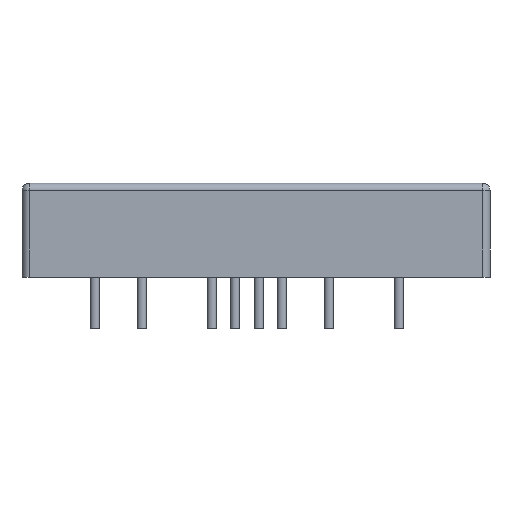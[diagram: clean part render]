
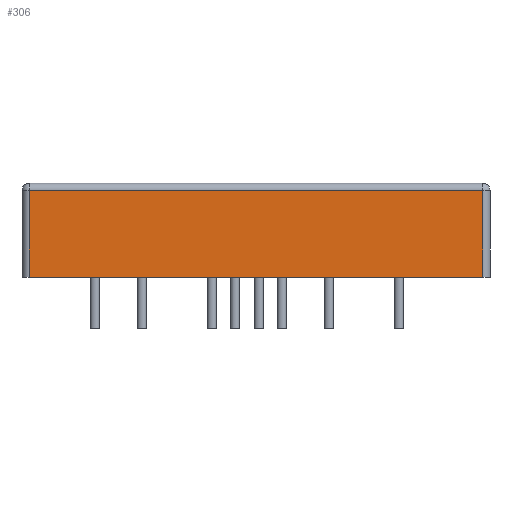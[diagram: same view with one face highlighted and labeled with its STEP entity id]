
A CAD part, left-side view. The second image highlights one B-rep face of the part: STEP entity #306.
In plain terms, the highlighted planar face has unit normal (-1, 0, 0).
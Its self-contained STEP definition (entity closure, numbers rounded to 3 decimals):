
#306 = ADVANCED_FACE( '', ( #884 ), #885, .F. );
#884 = FACE_OUTER_BOUND( '', #1730, .T. );
#885 = PLANE( '', #1731 );
#1730 = EDGE_LOOP( '', ( #2820, #2821, #2822, #2823 ) );
#1731 = AXIS2_PLACEMENT_3D( '', #2824, #2825, #2826 );
#2820 = ORIENTED_EDGE( '', *, *, #5792, .T. );
#2821 = ORIENTED_EDGE( '', *, *, #5793, .T. );
#2822 = ORIENTED_EDGE( '', *, *, #5794, .T. );
#2823 = ORIENTED_EDGE( '', *, *, #5795, .T. );
#2824 = CARTESIAN_POINT( '', ( -25.4, 25.4, 5.1 ) );
#2825 = DIRECTION( '', ( 1., 0., 0. ) );
#2826 = DIRECTION( '', ( 0., 0., -1. ) );
#5792 = EDGE_CURVE( '', #6899, #6900, #6901, .T. );
#5793 = EDGE_CURVE( '', #6900, #6902, #6903, .F. );
#5794 = EDGE_CURVE( '', #6902, #6904, #6905, .F. );
#5795 = EDGE_CURVE( '', #6904, #6899, #6906, .T. );
#6899 = VERTEX_POINT( '', #9270 );
#6900 = VERTEX_POINT( '', #9271 );
#6901 = LINE( '', #9272, #9273 );
#6902 = VERTEX_POINT( '', #9274 );
#6903 = LINE( '', #9275, #9276 );
#6904 = VERTEX_POINT( '', #9277 );
#6905 = LINE( '', #9278, #9279 );
#6906 = LINE( '', #9280, #9281 );
#9270 = CARTESIAN_POINT( '', ( -25.4, 24.6, -5.1 ) );
#9271 = CARTESIAN_POINT( '', ( -25.4, -24.6, -5.1 ) );
#9272 = CARTESIAN_POINT( '', ( -25.4, 25.4, -5.1 ) );
#9273 = VECTOR( '', #11494, 1000. );
#9274 = CARTESIAN_POINT( '', ( -25.4, -24.6, 4.3 ) );
#9275 = CARTESIAN_POINT( '', ( -25.4, -24.6, 5.1 ) );
#9276 = VECTOR( '', #11495, 1000. );
#9277 = CARTESIAN_POINT( '', ( -25.4, 24.6, 4.3 ) );
#9278 = CARTESIAN_POINT( '', ( -25.4, 25.4, 4.3 ) );
#9279 = VECTOR( '', #11496, 1000. );
#9280 = CARTESIAN_POINT( '', ( -25.4, 24.6, 5.1 ) );
#9281 = VECTOR( '', #11497, 1000. );
#11494 = DIRECTION( '', ( 0., -1., 0. ) );
#11495 = DIRECTION( '', ( 0., 0., -1. ) );
#11496 = DIRECTION( '', ( 0., -1., 0. ) );
#11497 = DIRECTION( '', ( 0., 0., -1. ) );
